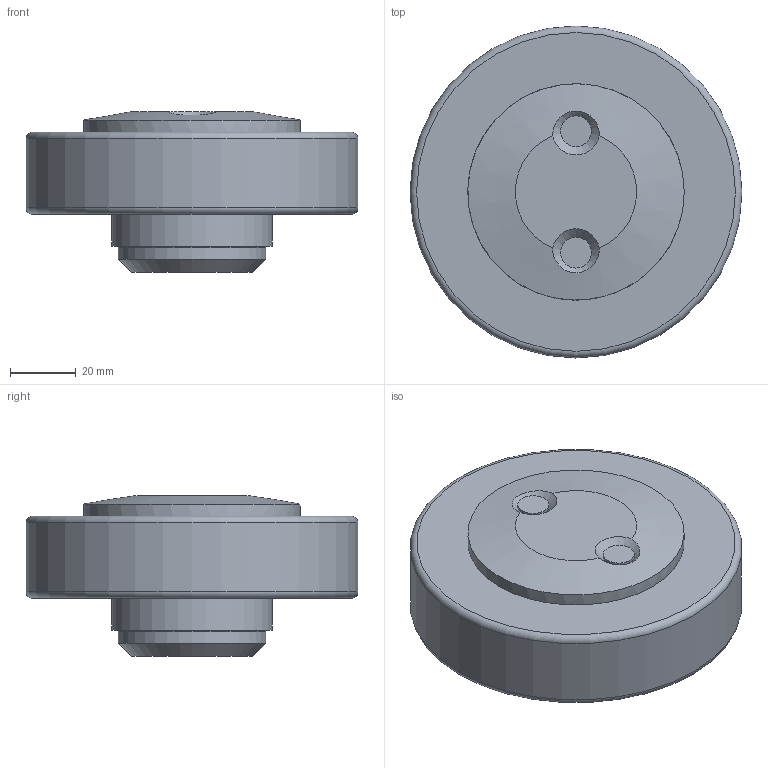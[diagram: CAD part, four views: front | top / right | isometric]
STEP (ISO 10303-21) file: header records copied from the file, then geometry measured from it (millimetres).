
FILE_DESCRIPTION((''),'2;1');
FILE_NAME('ALFATEC_AS 100.0360.stp','2013-10-01T09:23:33',('hipp'),(''),'Autodesk Inventor 2013','Autodesk Inventor 2013','');
FILE_SCHEMA(('CONFIG_CONTROL_DESIGN'));
Length unit declared in the file: millimetre
Products named in the file (1): AS 100.0360_Konturvereinfachung
Bounding box: 101.2 x 101.2 x 49 mm (x, y, z)
Volume: 248404.2 mm3; surface area: 27054.3 mm2
Topology: 1 solids, 1 shells, 28 faces, 58 edges, 37 vertices
Faces by surface type: cylinder 10, plane 9, cone 6, torus 3
Full cylindrical faces by diameter (mm): 5 x2, 5.5 x2, 9.43 x2, 45 x1, 49 x1, 66 x1, 101.2 x1
Entity records: 693 total; most frequent: CARTESIAN_POINT 121, DIRECTION 114, ORIENTED_EDGE 60, AXIS2_PLACEMENT_3D 57, EDGE_LOOP 52, EDGE_CURVE 30, STYLED_ITEM 29, VERTEX_POINT 28
